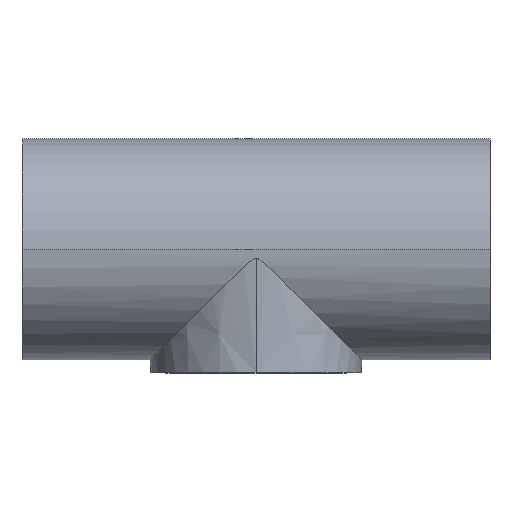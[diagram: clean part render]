
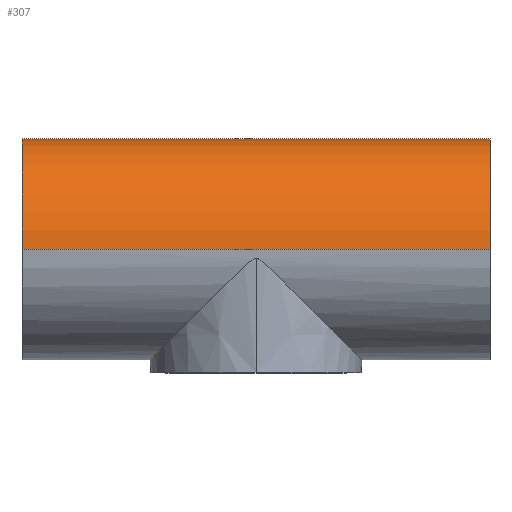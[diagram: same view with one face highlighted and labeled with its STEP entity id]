
A CAD part, top view. The second image highlights one B-rep face of the part: STEP entity #307.
In plain terms, the highlighted cylindrical face has radius 42.5 mm (diameter 85 mm), a partial arc.
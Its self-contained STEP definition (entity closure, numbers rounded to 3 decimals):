
#14 = CARTESIAN_POINT ( 'NONE',  ( -90., 47.5, 42.5 ) ) ;
#15 = DIRECTION ( 'NONE',  ( 1., 0., 0. ) ) ;
#25 = EDGE_LOOP ( 'NONE', ( #500, #255, #201, #289 ) ) ;
#75 = AXIS2_PLACEMENT_3D ( 'NONE', #508, #458, #503 ) ;
#79 = CARTESIAN_POINT ( 'NONE',  ( 90., 47.5, -42.5 ) ) ;
#95 = VERTEX_POINT ( 'NONE', #370 ) ;
#102 = AXIS2_PLACEMENT_3D ( 'NONE', #296, #721, #485 ) ;
#128 = DIRECTION ( 'NONE',  ( 1., 0., 0. ) ) ;
#173 = EDGE_CURVE ( 'NONE', #588, #271, #757, .T. ) ;
#192 = EDGE_CURVE ( 'NONE', #271, #95, #304, .T. ) ;
#201 = ORIENTED_EDGE ( 'NONE', *, *, #268, .F. ) ;
#255 = ORIENTED_EDGE ( 'NONE', *, *, #192, .T. ) ;
#268 = EDGE_CURVE ( 'NONE', #638, #95, #530, .T. ) ;
#271 = VERTEX_POINT ( 'NONE', #14 ) ;
#289 = ORIENTED_EDGE ( 'NONE', *, *, #292, .F. ) ;
#292 = EDGE_CURVE ( 'NONE', #588, #638, #731, .T. ) ;
#296 = CARTESIAN_POINT ( 'NONE',  ( -90., 47.5, 0. ) ) ;
#304 = LINE ( 'NONE', #380, #598 ) ;
#307 = ADVANCED_FACE ( 'NONE', ( #751 ), #574, .T. ) ;
#370 = CARTESIAN_POINT ( 'NONE',  ( 90., 47.5, 42.5 ) ) ;
#379 = CARTESIAN_POINT ( 'NONE',  ( -90., 47.5, -42.5 ) ) ;
#380 = CARTESIAN_POINT ( 'NONE',  ( -90., 47.5, 42.5 ) ) ;
#416 = VECTOR ( 'NONE', #557, 1000. ) ;
#458 = DIRECTION ( 'NONE',  ( 1., 0., 0. ) ) ;
#485 = DIRECTION ( 'NONE',  ( 0., 0., -1. ) ) ;
#489 = AXIS2_PLACEMENT_3D ( 'NONE', #679, #128, #614 ) ;
#500 = ORIENTED_EDGE ( 'NONE', *, *, #173, .T. ) ;
#503 = DIRECTION ( 'NONE',  ( 0., 0., -1. ) ) ;
#508 = CARTESIAN_POINT ( 'NONE',  ( -90., 47.5, 0. ) ) ;
#530 = CIRCLE ( 'NONE', #489, 42.5 ) ;
#557 = DIRECTION ( 'NONE',  ( 1., 0., 0. ) ) ;
#574 = CYLINDRICAL_SURFACE ( 'NONE', #75, 42.5 ) ;
#588 = VERTEX_POINT ( 'NONE', #592 ) ;
#592 = CARTESIAN_POINT ( 'NONE',  ( -90., 47.5, -42.5 ) ) ;
#598 = VECTOR ( 'NONE', #15, 1000. ) ;
#614 = DIRECTION ( 'NONE',  ( 0., 0., -1. ) ) ;
#638 = VERTEX_POINT ( 'NONE', #79 ) ;
#679 = CARTESIAN_POINT ( 'NONE',  ( 90., 47.5, 0. ) ) ;
#721 = DIRECTION ( 'NONE',  ( 1., 0., 0. ) ) ;
#731 = LINE ( 'NONE', #379, #416 ) ;
#751 = FACE_OUTER_BOUND ( 'NONE', #25, .T. ) ;
#757 = CIRCLE ( 'NONE', #102, 42.5 ) ;
